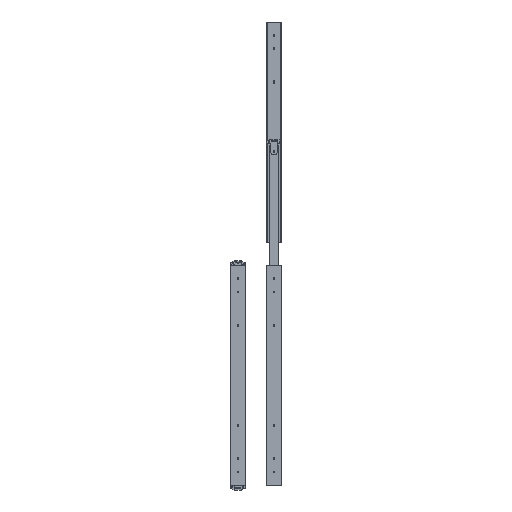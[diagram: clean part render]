
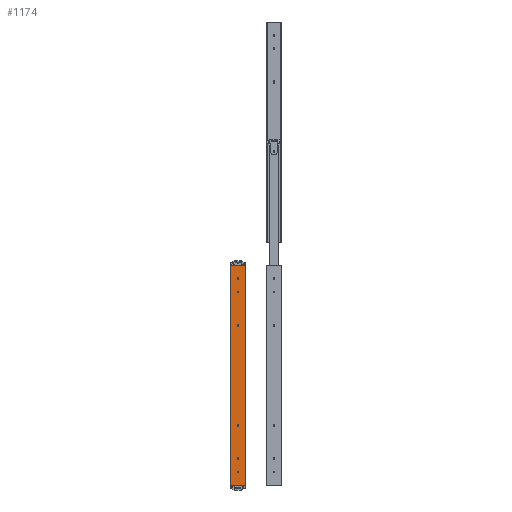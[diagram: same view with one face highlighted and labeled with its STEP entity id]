
A CAD part, front view. The second image highlights one B-rep face of the part: STEP entity #1174.
In plain terms, the highlighted planar face has unit normal (0, -1, 0).
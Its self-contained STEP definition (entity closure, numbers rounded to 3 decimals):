
#73=FACE_BOUND('',#260,.T.);
#74=FACE_BOUND('',#261,.T.);
#75=FACE_BOUND('',#262,.T.);
#76=FACE_BOUND('',#263,.T.);
#77=FACE_BOUND('',#264,.T.);
#78=FACE_BOUND('',#265,.T.);
#115=CIRCLE('',#1236,2.15);
#117=CIRCLE('',#1240,2.15);
#119=CIRCLE('',#1243,2.15);
#121=CIRCLE('',#1246,2.15);
#122=CIRCLE('',#1252,2.15);
#123=CIRCLE('',#1253,2.15);
#124=CIRCLE('',#1254,2.15);
#125=CIRCLE('',#1255,2.15);
#192=FACE_OUTER_BOUND('',#259,.T.);
#259=EDGE_LOOP('',(#861,#862,#863,#864));
#260=EDGE_LOOP('',(#865,#866,#867,#868));
#261=EDGE_LOOP('',(#869));
#262=EDGE_LOOP('',(#870));
#263=EDGE_LOOP('',(#871));
#264=EDGE_LOOP('',(#872));
#265=EDGE_LOOP('',(#873,#874,#875,#876));
#357=LINE('',#1725,#461);
#362=LINE('',#1738,#466);
#364=LINE('',#1757,#468);
#376=LINE('',#1781,#480);
#378=LINE('',#1785,#482);
#379=LINE('',#1786,#483);
#380=LINE('',#1793,#484);
#381=LINE('',#1797,#485);
#461=VECTOR('',#1365,2.2);
#466=VECTOR('',#1378,2.2);
#468=VECTOR('',#1400,36.4);
#480=VECTOR('',#1418,528.);
#482=VECTOR('',#1422,528.);
#483=VECTOR('',#1423,36.4);
#484=VECTOR('',#1428,2.2);
#485=VECTOR('',#1431,2.2);
#565=VERTEX_POINT('',#1722);
#566=VERTEX_POINT('',#1724);
#568=VERTEX_POINT('',#1730);
#570=VERTEX_POINT('',#1736);
#572=VERTEX_POINT('',#1745);
#574=VERTEX_POINT('',#1750);
#576=VERTEX_POINT('',#1754);
#577=VERTEX_POINT('',#1756);
#586=VERTEX_POINT('',#1780);
#587=VERTEX_POINT('',#1784);
#588=VERTEX_POINT('',#1787);
#589=VERTEX_POINT('',#1789);
#590=VERTEX_POINT('',#1791);
#591=VERTEX_POINT('',#1792);
#592=VERTEX_POINT('',#1794);
#593=VERTEX_POINT('',#1796);
#673=EDGE_CURVE('',#565,#566,#357,.T.);
#677=EDGE_CURVE('',#568,#565,#115,.T.);
#680=EDGE_CURVE('',#570,#568,#362,.T.);
#682=EDGE_CURVE('',#566,#570,#117,.T.);
#684=EDGE_CURVE('',#572,#572,#119,.T.);
#686=EDGE_CURVE('',#574,#574,#121,.T.);
#688=EDGE_CURVE('',#576,#577,#364,.T.);
#700=EDGE_CURVE('',#577,#586,#376,.T.);
#702=EDGE_CURVE('',#576,#587,#378,.T.);
#703=EDGE_CURVE('',#587,#586,#379,.T.);
#704=EDGE_CURVE('',#588,#588,#122,.T.);
#705=EDGE_CURVE('',#589,#589,#123,.T.);
#706=EDGE_CURVE('',#590,#591,#380,.T.);
#707=EDGE_CURVE('',#591,#592,#124,.T.);
#708=EDGE_CURVE('',#592,#593,#381,.T.);
#709=EDGE_CURVE('',#593,#590,#125,.T.);
#861=ORIENTED_EDGE('',*,*,#702,.T.);
#862=ORIENTED_EDGE('',*,*,#703,.T.);
#863=ORIENTED_EDGE('',*,*,#700,.F.);
#864=ORIENTED_EDGE('',*,*,#688,.F.);
#865=ORIENTED_EDGE('',*,*,#680,.F.);
#866=ORIENTED_EDGE('',*,*,#682,.F.);
#867=ORIENTED_EDGE('',*,*,#673,.F.);
#868=ORIENTED_EDGE('',*,*,#677,.F.);
#869=ORIENTED_EDGE('',*,*,#684,.F.);
#870=ORIENTED_EDGE('',*,*,#686,.F.);
#871=ORIENTED_EDGE('',*,*,#704,.T.);
#872=ORIENTED_EDGE('',*,*,#705,.T.);
#873=ORIENTED_EDGE('',*,*,#706,.T.);
#874=ORIENTED_EDGE('',*,*,#707,.T.);
#875=ORIENTED_EDGE('',*,*,#708,.T.);
#876=ORIENTED_EDGE('',*,*,#709,.T.);
#1127=PLANE('',#1251);
#1174=ADVANCED_FACE('',(#192,#73,#74,#75,#76,#77,#78),#1127,.T.);
#1236=AXIS2_PLACEMENT_3D('',#1732,#1372,#1373);
#1240=AXIS2_PLACEMENT_3D('',#1741,#1383,#1384);
#1243=AXIS2_PLACEMENT_3D('',#1746,#1389,#1390);
#1246=AXIS2_PLACEMENT_3D('',#1751,#1395,#1396);
#1251=AXIS2_PLACEMENT_3D('',#1783,#1420,#1421);
#1252=AXIS2_PLACEMENT_3D('',#1788,#1424,#1425);
#1253=AXIS2_PLACEMENT_3D('',#1790,#1426,#1427);
#1254=AXIS2_PLACEMENT_3D('',#1795,#1429,#1430);
#1255=AXIS2_PLACEMENT_3D('',#1798,#1432,#1433);
#1365=DIRECTION('',(0.,0.,-1.));
#1372=DIRECTION('center_axis',(0.,-1.,0.));
#1373=DIRECTION('ref_axis',(-1.,0.,0.));
#1378=DIRECTION('',(0.,0.,1.));
#1383=DIRECTION('center_axis',(0.,-1.,0.));
#1384=DIRECTION('ref_axis',(1.,0.,0.));
#1389=DIRECTION('center_axis',(0.,-1.,0.));
#1390=DIRECTION('ref_axis',(-1.,0.,0.));
#1395=DIRECTION('center_axis',(0.,-1.,0.));
#1396=DIRECTION('ref_axis',(-1.,0.,0.));
#1400=DIRECTION('',(1.,0.,0.));
#1418=DIRECTION('',(0.,0.,-1.));
#1420=DIRECTION('center_axis',(0.,-1.,0.));
#1421=DIRECTION('ref_axis',(0.,0.,-1.));
#1422=DIRECTION('',(0.,0.,-1.));
#1423=DIRECTION('',(1.,0.,0.));
#1424=DIRECTION('center_axis',(0.,1.,0.));
#1425=DIRECTION('ref_axis',(-1.,0.,0.));
#1426=DIRECTION('center_axis',(0.,1.,0.));
#1427=DIRECTION('ref_axis',(-1.,0.,0.));
#1428=DIRECTION('',(0.,0.,-1.));
#1429=DIRECTION('center_axis',(0.,1.,0.));
#1430=DIRECTION('ref_axis',(-1.,0.,0.));
#1431=DIRECTION('',(0.,0.,1.));
#1432=DIRECTION('center_axis',(0.,1.,0.));
#1433=DIRECTION('ref_axis',(1.,0.,0.));
#1722=CARTESIAN_POINT('',(-2.15,-4.7,385.1));
#1724=CARTESIAN_POINT('',(-2.15,-4.7,382.9));
#1725=CARTESIAN_POINT('',(-2.15,-4.7,455.45));
#1730=CARTESIAN_POINT('',(2.15,-4.7,385.1));
#1732=CARTESIAN_POINT('Origin',(0.,-4.7,385.1));
#1736=CARTESIAN_POINT('',(2.15,-4.7,382.9));
#1738=CARTESIAN_POINT('',(2.15,-4.7,456.55));
#1741=CARTESIAN_POINT('Origin',(0.,-4.7,382.9));
#1745=CARTESIAN_POINT('',(2.15,-4.7,496.));
#1746=CARTESIAN_POINT('Origin',(0.,-4.7,496.));
#1750=CARTESIAN_POINT('',(2.15,-4.7,464.));
#1751=CARTESIAN_POINT('Origin',(0.,-4.7,464.));
#1754=CARTESIAN_POINT('',(-18.2,-4.7,528.));
#1756=CARTESIAN_POINT('',(18.2,-4.7,528.));
#1757=CARTESIAN_POINT('',(-18.2,-4.7,528.));
#1780=CARTESIAN_POINT('',(18.2,-4.7,0.));
#1781=CARTESIAN_POINT('',(18.2,-4.7,528.));
#1783=CARTESIAN_POINT('Origin',(18.2,-4.7,0.));
#1784=CARTESIAN_POINT('',(-18.2,-4.7,0.));
#1785=CARTESIAN_POINT('',(-18.2,-4.7,528.));
#1786=CARTESIAN_POINT('',(-18.2,-4.7,0.));
#1787=CARTESIAN_POINT('',(2.15,-4.7,64.));
#1788=CARTESIAN_POINT('Origin',(0.,-4.7,64.));
#1789=CARTESIAN_POINT('',(2.15,-4.7,32.));
#1790=CARTESIAN_POINT('Origin',(0.,-4.7,32.));
#1791=CARTESIAN_POINT('',(2.15,-4.7,145.1));
#1792=CARTESIAN_POINT('',(2.15,-4.7,142.9));
#1793=CARTESIAN_POINT('',(2.15,-4.7,71.45));
#1794=CARTESIAN_POINT('',(-2.15,-4.7,142.9));
#1795=CARTESIAN_POINT('Origin',(0.,-4.7,142.9));
#1796=CARTESIAN_POINT('',(-2.15,-4.7,145.1));
#1797=CARTESIAN_POINT('',(-2.15,-4.7,72.55));
#1798=CARTESIAN_POINT('Origin',(0.,-4.7,145.1));
